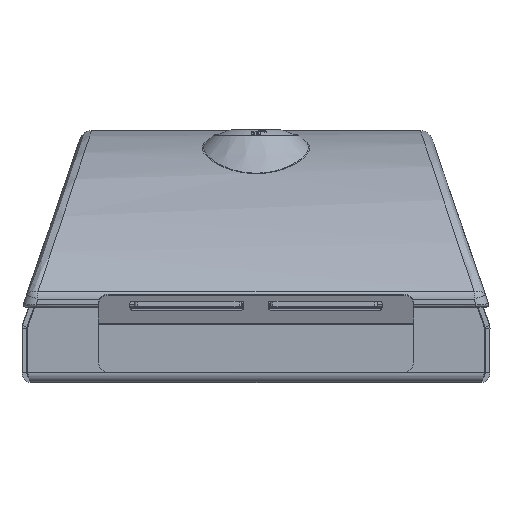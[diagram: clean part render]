
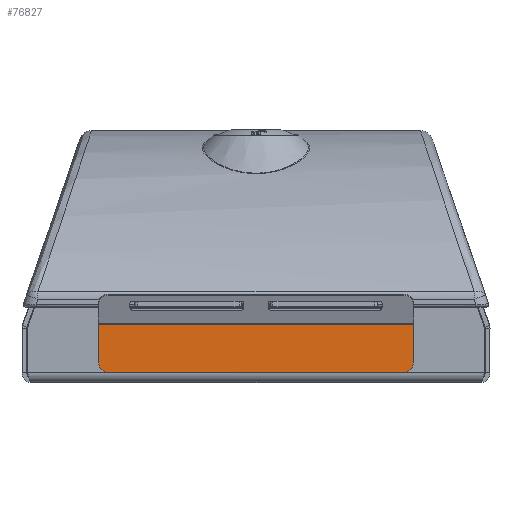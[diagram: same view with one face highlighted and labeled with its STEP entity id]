
A CAD part, front view. The second image highlights one B-rep face of the part: STEP entity #76827.
In plain terms, the highlighted planar face has unit normal (0, -1, -0.002).
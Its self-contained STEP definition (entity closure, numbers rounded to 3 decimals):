
#6770 = LINE ( 'NONE', #35288, #43779 ) ;
#7038 = DIRECTION ( 'NONE',  ( 0., 0., 1. ) ) ;
#8669 = CARTESIAN_POINT ( 'NONE',  ( 157.55, -141., 8.3 ) ) ;
#11749 = DIRECTION ( 'NONE',  ( 1., 0., 0. ) ) ;
#12397 = VECTOR ( 'NONE', #7038, 1000. ) ;
#14832 = ORIENTED_EDGE ( 'NONE', *, *, #38038, .T. ) ;
#15232 = CIRCLE ( 'NONE', #71402, 4. ) ;
#15577 = DIRECTION ( 'NONE',  ( 0., 0., 1. ) ) ;
#17707 = AXIS2_PLACEMENT_3D ( 'NONE', #73842, #47138, #15577 ) ;
#19806 = CARTESIAN_POINT ( 'NONE',  ( 157.55, -141., 4.3 ) ) ;
#25320 = VECTOR ( 'NONE', #25957, 1000. ) ;
#25957 = DIRECTION ( 'NONE',  ( 1., 0., 0. ) ) ;
#26579 = EDGE_LOOP ( 'NONE', ( #39250, #79477, #73280, #35689, #78907, #14832 ) ) ;
#26856 = CARTESIAN_POINT ( 'NONE',  ( 31.55, -141., 24.036 ) ) ;
#27929 = DIRECTION ( 'NONE',  ( 0., -1., 0. ) ) ;
#28503 = DIRECTION ( 'NONE',  ( 0., 0., 1. ) ) ;
#29503 = EDGE_CURVE ( 'NONE', #67092, #52307, #6770, .T. ) ;
#32434 = CARTESIAN_POINT ( 'NONE',  ( 31.55, -141., 24.036 ) ) ;
#35144 = VERTEX_POINT ( 'NONE', #32434 ) ;
#35288 = CARTESIAN_POINT ( 'NONE',  ( 161.55, -141., 24.036 ) ) ;
#35342 = FACE_OUTER_BOUND ( 'NONE', #26579, .T. ) ;
#35689 = ORIENTED_EDGE ( 'NONE', *, *, #67102, .F. ) ;
#36017 = LINE ( 'NONE', #26856, #12397 ) ;
#37390 = VERTEX_POINT ( 'NONE', #67042 ) ;
#38038 = EDGE_CURVE ( 'NONE', #37390, #54642, #82790, .T. ) ;
#39250 = ORIENTED_EDGE ( 'NONE', *, *, #60875, .T. ) ;
#43445 = EDGE_CURVE ( 'NONE', #37390, #35144, #36017, .T. ) ;
#43779 = VECTOR ( 'NONE', #54502, 1000. ) ;
#44382 = VECTOR ( 'NONE', #11749, 1000. ) ;
#44491 = CARTESIAN_POINT ( 'NONE',  ( 31.55, -141., 24.036 ) ) ;
#46433 = LINE ( 'NONE', #57658, #44382 ) ;
#47138 = DIRECTION ( 'NONE',  ( 0., -1., 0. ) ) ;
#52307 = VERTEX_POINT ( 'NONE', #76553 ) ;
#54502 = DIRECTION ( 'NONE',  ( 0., 0., 1. ) ) ;
#54642 = VERTEX_POINT ( 'NONE', #77568 ) ;
#57658 = CARTESIAN_POINT ( 'NONE',  ( 31.55, -141., 4.3 ) ) ;
#58140 = CARTESIAN_POINT ( 'NONE',  ( 31.55, -141., 24.036 ) ) ;
#58543 = PLANE ( 'NONE',  #82564 ) ;
#59046 = VERTEX_POINT ( 'NONE', #19806 ) ;
#60875 = EDGE_CURVE ( 'NONE', #54642, #59046, #46433, .T. ) ;
#64552 = DIRECTION ( 'NONE',  ( 0., 1., 0. ) ) ;
#67042 = CARTESIAN_POINT ( 'NONE',  ( 31.55, -141., 8.3 ) ) ;
#67092 = VERTEX_POINT ( 'NONE', #71355 ) ;
#67102 = EDGE_CURVE ( 'NONE', #35144, #52307, #70493, .T. ) ;
#70493 = LINE ( 'NONE', #58140, #25320 ) ;
#71355 = CARTESIAN_POINT ( 'NONE',  ( 161.55, -141., 8.3 ) ) ;
#71402 = AXIS2_PLACEMENT_3D ( 'NONE', #8669, #27929, #28503 ) ;
#73280 = ORIENTED_EDGE ( 'NONE', *, *, #29503, .T. ) ;
#73842 = CARTESIAN_POINT ( 'NONE',  ( 35.55, -141., 8.3 ) ) ;
#74178 = EDGE_CURVE ( 'NONE', #59046, #67092, #15232, .T. ) ;
#76553 = CARTESIAN_POINT ( 'NONE',  ( 161.55, -141., 24.036 ) ) ;
#76827 = ADVANCED_FACE ( 'NONE', ( #35342 ), #58543, .F. ) ;
#77568 = CARTESIAN_POINT ( 'NONE',  ( 35.55, -141., 4.3 ) ) ;
#78111 = DIRECTION ( 'NONE',  ( 0., 0., 1. ) ) ;
#78907 = ORIENTED_EDGE ( 'NONE', *, *, #43445, .F. ) ;
#79477 = ORIENTED_EDGE ( 'NONE', *, *, #74178, .T. ) ;
#82564 = AXIS2_PLACEMENT_3D ( 'NONE', #44491, #64552, #78111 ) ;
#82790 = CIRCLE ( 'NONE', #17707, 4. ) ;
